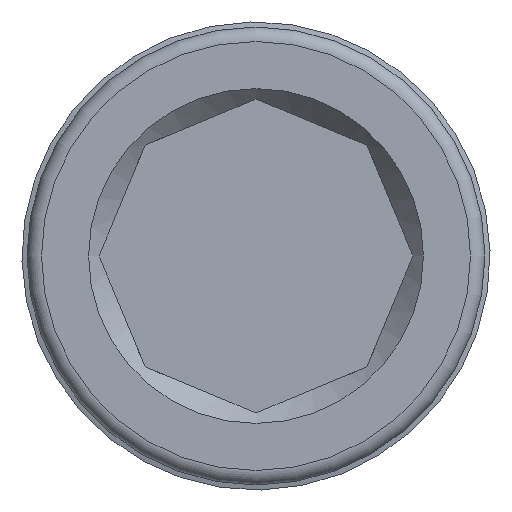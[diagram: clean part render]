
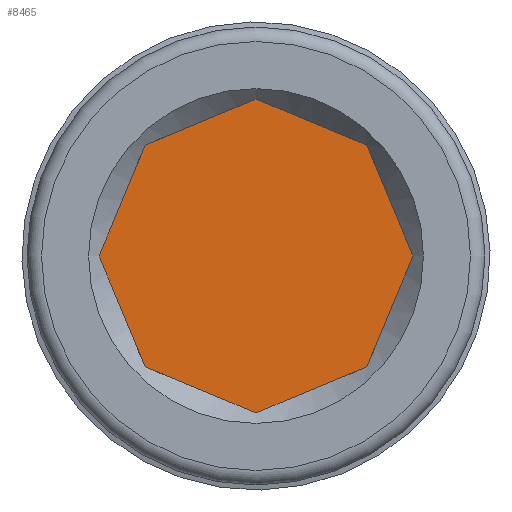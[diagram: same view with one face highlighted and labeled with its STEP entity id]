
A CAD part, left-side view. The second image highlights one B-rep face of the part: STEP entity #8465.
In plain terms, the highlighted planar face has unit normal (-1, 0, 0).
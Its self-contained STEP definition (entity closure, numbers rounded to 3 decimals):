
#322=PLANE('',#9044);
#1097=FACE_OUTER_BOUND('',#1590,.T.);
#1590=EDGE_LOOP('',(#5752,#5753));
#2153=CIRCLE('',#9042,6.05);
#2154=CIRCLE('',#9043,6.05);
#3555=VERTEX_POINT('',#18308);
#3556=VERTEX_POINT('',#18309);
#4435=EDGE_CURVE('',#3555,#3556,#2153,.T.);
#4437=EDGE_CURVE('',#3556,#3555,#2154,.T.);
#5752=ORIENTED_EDGE('',*,*,#4435,.F.);
#5753=ORIENTED_EDGE('',*,*,#4437,.F.);
#8465=ADVANCED_FACE('',(#1097),#322,.T.);
#9042=AXIS2_PLACEMENT_3D('',#18310,#9673,#9674);
#9043=AXIS2_PLACEMENT_3D('',#18312,#9676,#9677);
#9044=AXIS2_PLACEMENT_3D('',#18313,#9678,#9679);
#9673=DIRECTION('center_axis',(1.,0.,0.));
#9674=DIRECTION('ref_axis',(0.,-1.,0.));
#9676=DIRECTION('center_axis',(1.,0.,0.));
#9677=DIRECTION('ref_axis',(0.,-1.,0.));
#9678=DIRECTION('center_axis',(-1.,0.,0.));
#9679=DIRECTION('ref_axis',(0.,0.,1.));
#18308=CARTESIAN_POINT('',(10.,-6.05,0.));
#18309=CARTESIAN_POINT('',(10.,6.05,0.));
#18310=CARTESIAN_POINT('Origin',(10.,0.,0.));
#18312=CARTESIAN_POINT('Origin',(10.,0.,0.));
#18313=CARTESIAN_POINT('Origin',(10.,-5.425,0.));
